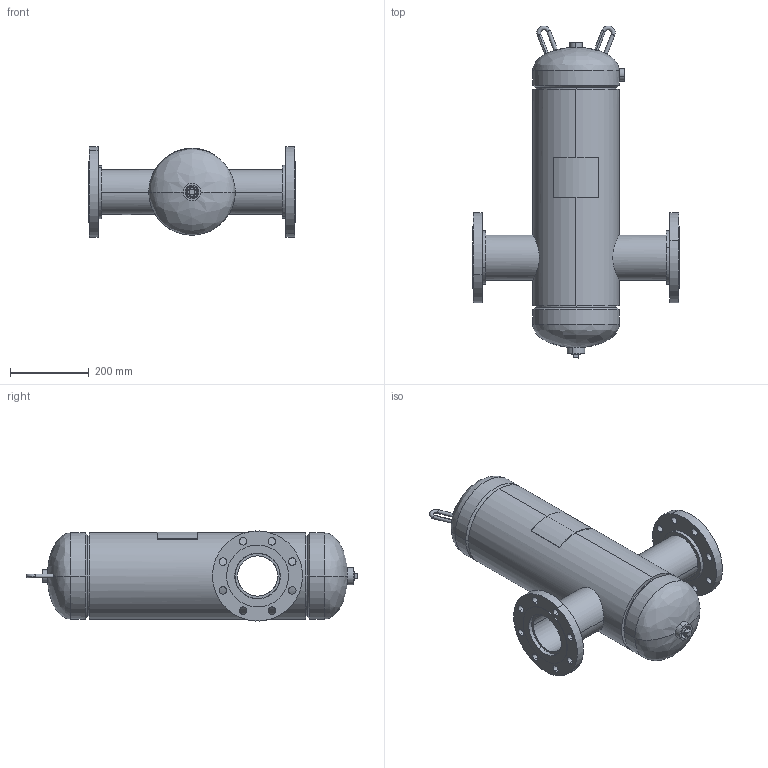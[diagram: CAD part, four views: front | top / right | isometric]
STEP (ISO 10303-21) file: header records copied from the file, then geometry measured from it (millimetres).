
FILE_DESCRIPTION (( 'STEP AP203' ), '1' );
FILE_NAME ('WVNA-4NHV.STEP', '2021-03-16T15:17:46', ( '' ), ( '' ), 'SwSTEP 2.0', 'SolidWorks 2021', '' );
FILE_SCHEMA (( 'CONFIG_CONTROL_DESIGN' ));
Length unit declared in the file: inch
Products named in the file (12): 9461070; 9500050; 99P0012_Template; 9500030; 9201560; PLUGS_9500130; WVNA-4NHV; 99P0997_20.625; 9400540_tall; 9600830_8.625" VERT; 9400525
Assembly tree (16 placements, depth 2):
  WVNA-4NHV
    99P0997_20.625
    9201560
    9201560
    9500030  x2
    9500050
    PLUGS_9500130
    99P0012_Template  x2
    9461070  x2
    9400540_tall  x2
    9400525  x2
    9600830_8.625" VERT
Bounding box: 523.88 x 842.14 x 228.38 mm (x, y, z)
Volume: 6199998 mm3; surface area: 1565757.9 mm2
Topology: 16 solids, 16 shells, 193 faces, 448 edges, 294 vertices
Faces by surface type: cylinder 116, plane 53, bspline 10, cone 10, torus 4
Entity records: 8006 total; most frequent: CARTESIAN_POINT 3485, DIRECTION 700, ORIENTED_EDGE 600, EDGE_CURVE 300, AXIS2_PLACEMENT_3D 295, VERTEX_POINT 196, EDGE_LOOP 166, CIRCLE 156
